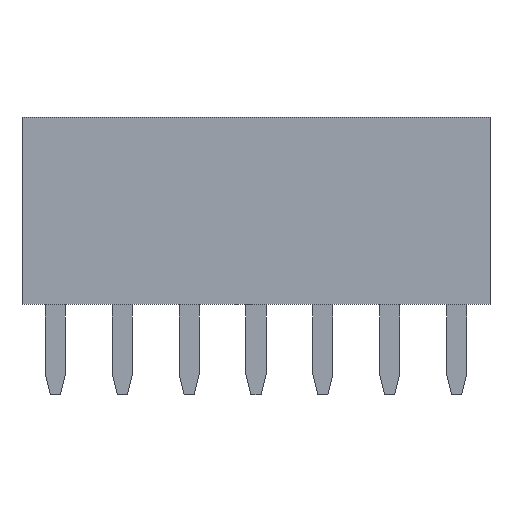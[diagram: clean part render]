
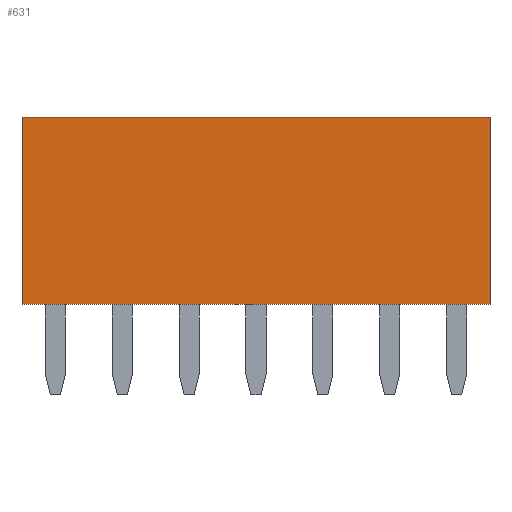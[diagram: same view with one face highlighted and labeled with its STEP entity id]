
A CAD part, left-side view. The second image highlights one B-rep face of the part: STEP entity #631.
In plain terms, the highlighted planar face has unit normal (-1, 0, 0).
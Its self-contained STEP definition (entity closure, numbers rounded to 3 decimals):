
#13=DIRECTION('',(0.,0.,1.));
#27=VECTOR('',#13,1.);
#51=VERTEX_POINT('',#52);
#52=CARTESIAN_POINT('',(-1.,-13.,0.));
#57=DIRECTION('',(1.,0.,0.));
#59=EDGE_CURVE('',#51,#60,#62,.T.);
#60=VERTEX_POINT('',#61);
#61=CARTESIAN_POINT('',(-1.,-13.,5.6));
#62=LINE('',#52,#27);
#98=VERTEX_POINT('',#99);
#99=CARTESIAN_POINT('',(-1.,1.,5.6));
#102=EDGE_CURVE('',#103,#98,#105,.T.);
#103=VERTEX_POINT('',#104);
#104=CARTESIAN_POINT('',(-1.,1.,0.));
#105=LINE('',#104,#27);
#125=DIRECTION('',(0.,-1.,0.));
#141=ORIENTED_EDGE('',*,*,#142,.T.);
#142=EDGE_CURVE('',#98,#60,#143,.T.);
#143=LINE('',#99,#144);
#144=VECTOR('',#125,1.);
#311=EDGE_CURVE('',#103,#51,#312,.T.);
#312=LINE('',#104,#144);
#631=ADVANCED_FACE('',(#632),#637,.F.);
#632=FACE_BOUND('',#633,.F.);
#633=EDGE_LOOP('',(#634,#141,#635,#636));
#634=ORIENTED_EDGE('',*,*,#102,.T.);
#635=ORIENTED_EDGE('',*,*,#59,.F.);
#636=ORIENTED_EDGE('',*,*,#311,.F.);
#637=PLANE('',#638);
#638=AXIS2_PLACEMENT_3D('',#104,#57,#125);
